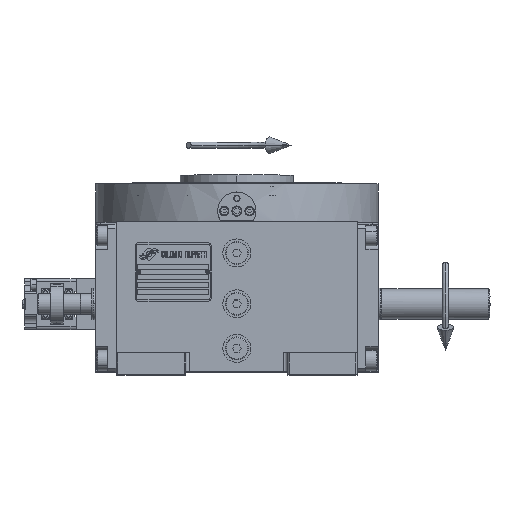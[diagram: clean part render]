
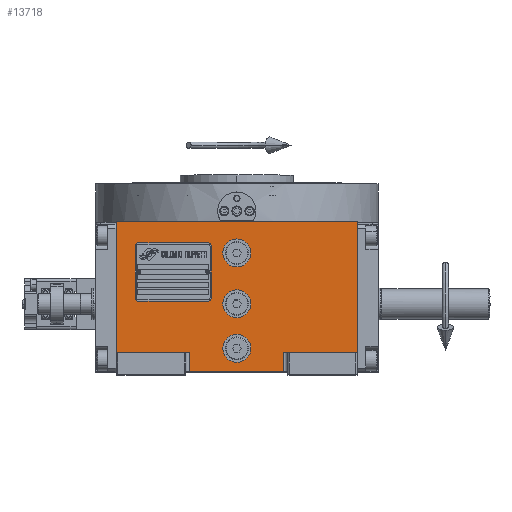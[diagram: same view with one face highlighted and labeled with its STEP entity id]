
A CAD part, top view. The second image highlights one B-rep face of the part: STEP entity #13718.
In plain terms, the highlighted planar face has unit normal (0, 0, 1).
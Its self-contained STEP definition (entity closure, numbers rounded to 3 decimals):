
#337 = DIRECTION ( 'NONE',  ( 1., 0., 0. ) ) ;
#824 = EDGE_LOOP ( 'NONE', ( #43106, #35713 ) ) ;
#1063 = VECTOR ( 'NONE', #34756, 1000. ) ;
#1285 = ORIENTED_EDGE ( 'NONE', *, *, #50752, .T. ) ;
#1812 = CIRCLE ( 'NONE', #31689, 11. ) ;
#2042 = AXIS2_PLACEMENT_3D ( 'NONE', #4415, #64939, #30777 ) ;
#3498 = VECTOR ( 'NONE', #40780, 1000. ) ;
#4386 = VECTOR ( 'NONE', #61242, 1000. ) ;
#4415 = CARTESIAN_POINT ( 'NONE',  ( 0., -35., 163.5 ) ) ;
#6044 = FACE_BOUND ( 'NONE', #824, .T. ) ;
#7148 = CARTESIAN_POINT ( 'NONE',  ( 37., -38.5, 163.5 ) ) ;
#8155 = ORIENTED_EDGE ( 'NONE', *, *, #59416, .F. ) ;
#8508 = VERTEX_POINT ( 'NONE', #26852 ) ;
#9127 = VERTEX_POINT ( 'NONE', #51373 ) ;
#10913 = EDGE_CURVE ( 'NONE', #42652, #23000, #54464, .T. ) ;
#11582 = CARTESIAN_POINT ( 'NONE',  ( -37., -53.5, 163.5 ) ) ;
#11742 = ORIENTED_EDGE ( 'NONE', *, *, #49208, .F. ) ;
#12233 = DIRECTION ( 'NONE',  ( 0., 0., 1. ) ) ;
#12651 = CARTESIAN_POINT ( 'NONE',  ( 0., 0., 163.5 ) ) ;
#13444 = VERTEX_POINT ( 'NONE', #31560 ) ;
#13718 = ADVANCED_FACE ( 'NONE', ( #59543, #6044, #33475, #57721 ), #27958, .T. ) ;
#14919 = DIRECTION ( 'NONE',  ( -1., 0., 0. ) ) ;
#16028 = CARTESIAN_POINT ( 'NONE',  ( -94.5, -38.5, 163.5 ) ) ;
#16647 = EDGE_CURVE ( 'NONE', #52715, #8508, #22722, .T. ) ;
#17241 = EDGE_CURVE ( 'NONE', #23352, #60076, #23924, .T. ) ;
#17572 = EDGE_LOOP ( 'NONE', ( #74237, #11742, #77094, #1285, #27530, #56761, #63870, #64183 ) ) ;
#20085 = VECTOR ( 'NONE', #58314, 1000. ) ;
#20437 = ORIENTED_EDGE ( 'NONE', *, *, #48410, .F. ) ;
#20580 = CARTESIAN_POINT ( 'NONE',  ( 11., 0., 163.5 ) ) ;
#21676 = VECTOR ( 'NONE', #76626, 1000. ) ;
#21805 = CARTESIAN_POINT ( 'NONE',  ( 11., -35., 163.5 ) ) ;
#22722 = LINE ( 'NONE', #45122, #20085 ) ;
#23000 = VERTEX_POINT ( 'NONE', #21805 ) ;
#23352 = VERTEX_POINT ( 'NONE', #45253 ) ;
#23380 = LINE ( 'NONE', #60896, #55117 ) ;
#23924 = CIRCLE ( 'NONE', #42692, 11. ) ;
#24101 = CARTESIAN_POINT ( 'NONE',  ( 0., 40., 163.5 ) ) ;
#24160 = DIRECTION ( 'NONE',  ( 1., 0., 0. ) ) ;
#24346 = DIRECTION ( 'NONE',  ( -1., 0., 0. ) ) ;
#25835 = LINE ( 'NONE', #73982, #41320 ) ;
#25859 = CARTESIAN_POINT ( 'NONE',  ( 94.5, 64.5, 163.5 ) ) ;
#26852 = CARTESIAN_POINT ( 'NONE',  ( -37., -38.5, 163.5 ) ) ;
#27164 = ORIENTED_EDGE ( 'NONE', *, *, #68623, .F. ) ;
#27530 = ORIENTED_EDGE ( 'NONE', *, *, #68259, .F. ) ;
#27958 = PLANE ( 'NONE',  #42202 ) ;
#28234 = EDGE_CURVE ( 'NONE', #23000, #42652, #1812, .T. ) ;
#28646 = DIRECTION ( 'NONE',  ( 0., 0., 1. ) ) ;
#28854 = CIRCLE ( 'NONE', #67614, 11. ) ;
#29043 = DIRECTION ( 'NONE',  ( 1., 0., 0. ) ) ;
#29257 = CARTESIAN_POINT ( 'NONE',  ( 94.5, -38.5, 163.5 ) ) ;
#30777 = DIRECTION ( 'NONE',  ( -1., 0., 0. ) ) ;
#31231 = EDGE_LOOP ( 'NONE', ( #27164, #49641 ) ) ;
#31560 = CARTESIAN_POINT ( 'NONE',  ( 37., -53.5, 163.5 ) ) ;
#31689 = AXIS2_PLACEMENT_3D ( 'NONE', #64659, #28646, #29043 ) ;
#32997 = VERTEX_POINT ( 'NONE', #54643 ) ;
#33475 = FACE_BOUND ( 'NONE', #43138, .T. ) ;
#34756 = DIRECTION ( 'NONE',  ( 0., 1., 0. ) ) ;
#35642 = LINE ( 'NONE', #53288, #3498 ) ;
#35657 = LINE ( 'NONE', #7148, #75755 ) ;
#35713 = ORIENTED_EDGE ( 'NONE', *, *, #10913, .F. ) ;
#36839 = DIRECTION ( 'NONE',  ( 0., -1., 0. ) ) ;
#37550 = VERTEX_POINT ( 'NONE', #51100 ) ;
#40533 = CARTESIAN_POINT ( 'NONE',  ( -94.5, 64.5, 163.5 ) ) ;
#40780 = DIRECTION ( 'NONE',  ( 1., 0., 0. ) ) ;
#41320 = VECTOR ( 'NONE', #62182, 1000. ) ;
#41770 = DIRECTION ( 'NONE',  ( 0., 0., 1. ) ) ;
#41988 = CARTESIAN_POINT ( 'NONE',  ( 0., 40., 163.5 ) ) ;
#42202 = AXIS2_PLACEMENT_3D ( 'NONE', #60321, #54869, #67756 ) ;
#42258 = LINE ( 'NONE', #29257, #21676 ) ;
#42652 = VERTEX_POINT ( 'NONE', #43180 ) ;
#42692 = AXIS2_PLACEMENT_3D ( 'NONE', #12651, #54125, #24346 ) ;
#43106 = ORIENTED_EDGE ( 'NONE', *, *, #28234, .F. ) ;
#43138 = EDGE_LOOP ( 'NONE', ( #20437, #8155 ) ) ;
#43180 = CARTESIAN_POINT ( 'NONE',  ( -11., -35., 163.5 ) ) ;
#43202 = AXIS2_PLACEMENT_3D ( 'NONE', #24101, #41770, #337 ) ;
#45122 = CARTESIAN_POINT ( 'NONE',  ( -37., -53.5, 163.5 ) ) ;
#45253 = CARTESIAN_POINT ( 'NONE',  ( -11., 0., 163.5 ) ) ;
#48410 = EDGE_CURVE ( 'NONE', #32997, #9127, #65644, .T. ) ;
#49208 = EDGE_CURVE ( 'NONE', #76691, #13444, #35657, .T. ) ;
#49336 = CARTESIAN_POINT ( 'NONE',  ( -94.5, -38.5, 163.5 ) ) ;
#49604 = LINE ( 'NONE', #55796, #4386 ) ;
#49641 = ORIENTED_EDGE ( 'NONE', *, *, #17241, .F. ) ;
#50752 = EDGE_CURVE ( 'NONE', #37550, #75409, #42258, .T. ) ;
#51100 = CARTESIAN_POINT ( 'NONE',  ( 94.5, -38.5, 163.5 ) ) ;
#51373 = CARTESIAN_POINT ( 'NONE',  ( -11., 40., 163.5 ) ) ;
#52468 = EDGE_CURVE ( 'NONE', #76691, #37550, #49604, .T. ) ;
#52715 = VERTEX_POINT ( 'NONE', #11582 ) ;
#53288 = CARTESIAN_POINT ( 'NONE',  ( -37., -53.5, 163.5 ) ) ;
#53294 = VERTEX_POINT ( 'NONE', #49336 ) ;
#54125 = DIRECTION ( 'NONE',  ( 0., 0., 1. ) ) ;
#54464 = CIRCLE ( 'NONE', #2042, 11. ) ;
#54643 = CARTESIAN_POINT ( 'NONE',  ( 11., 40., 163.5 ) ) ;
#54869 = DIRECTION ( 'NONE',  ( 0., 0., 1. ) ) ;
#54943 = EDGE_CURVE ( 'NONE', #52715, #13444, #35642, .T. ) ;
#55117 = VECTOR ( 'NONE', #24160, 1000. ) ;
#55200 = CIRCLE ( 'NONE', #71422, 11. ) ;
#55201 = EDGE_CURVE ( 'NONE', #53294, #75240, #76616, .T. ) ;
#55796 = CARTESIAN_POINT ( 'NONE',  ( 37., -38.5, 163.5 ) ) ;
#56761 = ORIENTED_EDGE ( 'NONE', *, *, #55201, .F. ) ;
#57339 = CARTESIAN_POINT ( 'NONE',  ( 0., 0., 163.5 ) ) ;
#57721 = FACE_OUTER_BOUND ( 'NONE', #17572, .T. ) ;
#58314 = DIRECTION ( 'NONE',  ( 0., 1., 0. ) ) ;
#58362 = EDGE_CURVE ( 'NONE', #53294, #8508, #25835, .T. ) ;
#59416 = EDGE_CURVE ( 'NONE', #9127, #32997, #55200, .T. ) ;
#59543 = FACE_BOUND ( 'NONE', #31231, .T. ) ;
#60050 = DIRECTION ( 'NONE',  ( 0., 0., 1. ) ) ;
#60076 = VERTEX_POINT ( 'NONE', #20580 ) ;
#60321 = CARTESIAN_POINT ( 'NONE',  ( -94.5, -53.5, 163.5 ) ) ;
#60896 = CARTESIAN_POINT ( 'NONE',  ( -94.5, 64.5, 163.5 ) ) ;
#61242 = DIRECTION ( 'NONE',  ( 1., 0., 0. ) ) ;
#62182 = DIRECTION ( 'NONE',  ( 1., 0., 0. ) ) ;
#63870 = ORIENTED_EDGE ( 'NONE', *, *, #58362, .T. ) ;
#64183 = ORIENTED_EDGE ( 'NONE', *, *, #16647, .F. ) ;
#64659 = CARTESIAN_POINT ( 'NONE',  ( 0., -35., 163.5 ) ) ;
#64939 = DIRECTION ( 'NONE',  ( 0., 0., 1. ) ) ;
#65644 = CIRCLE ( 'NONE', #43202, 11. ) ;
#67614 = AXIS2_PLACEMENT_3D ( 'NONE', #57339, #60050, #77279 ) ;
#67756 = DIRECTION ( 'NONE',  ( 1., 0., 0. ) ) ;
#68259 = EDGE_CURVE ( 'NONE', #75240, #75409, #23380, .T. ) ;
#68623 = EDGE_CURVE ( 'NONE', #60076, #23352, #28854, .T. ) ;
#71422 = AXIS2_PLACEMENT_3D ( 'NONE', #41988, #12233, #14919 ) ;
#73982 = CARTESIAN_POINT ( 'NONE',  ( -94.5, -38.5, 163.5 ) ) ;
#74237 = ORIENTED_EDGE ( 'NONE', *, *, #54943, .T. ) ;
#75240 = VERTEX_POINT ( 'NONE', #40533 ) ;
#75275 = CARTESIAN_POINT ( 'NONE',  ( 37., -38.5, 163.5 ) ) ;
#75409 = VERTEX_POINT ( 'NONE', #25859 ) ;
#75755 = VECTOR ( 'NONE', #36839, 1000. ) ;
#76616 = LINE ( 'NONE', #16028, #1063 ) ;
#76626 = DIRECTION ( 'NONE',  ( 0., 1., 0. ) ) ;
#76691 = VERTEX_POINT ( 'NONE', #75275 ) ;
#77094 = ORIENTED_EDGE ( 'NONE', *, *, #52468, .T. ) ;
#77279 = DIRECTION ( 'NONE',  ( 1., 0., 0. ) ) ;
